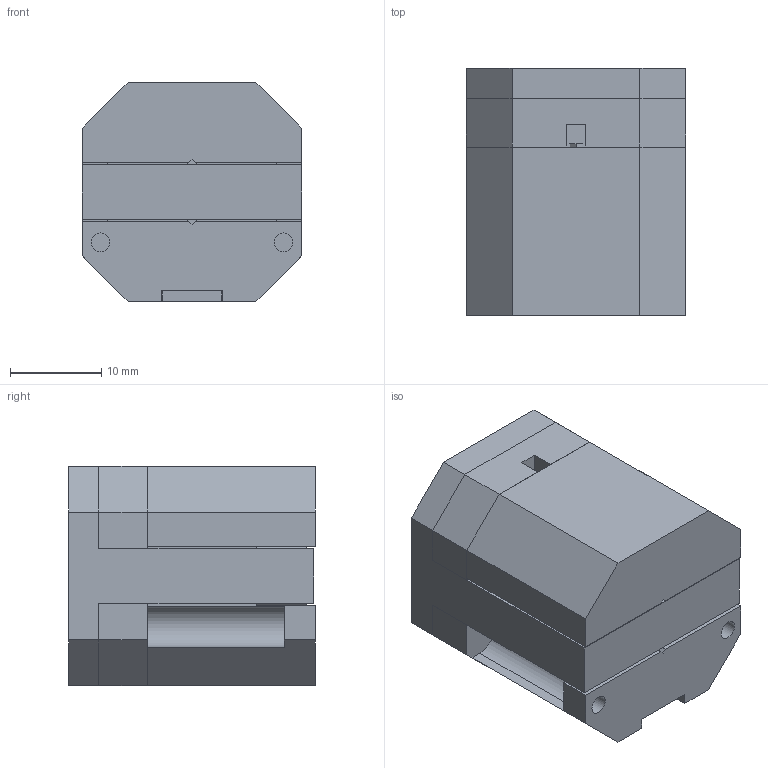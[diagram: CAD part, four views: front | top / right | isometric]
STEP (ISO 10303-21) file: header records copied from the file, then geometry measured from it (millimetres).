
FILE_DESCRIPTION(/* description */ (''),/* implementation_level */ '2;1');
FILE_NAME(/* name */ 'ANPz102_RES.stp',/* time_stamp */ '2025-07-23T17:03:23+02:00',/* author */ ('gaiadaprato'),/* organization */ (''),/* preprocessor_version */ 'ST-DEVELOPER v19.2',/* originating_system */ 'Autodesk Inventor 2024',/* authorisation */ '');
FILE_SCHEMA (('AUTOMOTIVE_DESIGN { 1 0 10303 214 3 1 1 }'));
Length unit declared in the file: millimetre
Products named in the file (1): ANPz102_RES
Bounding box: 24 x 27 x 24 mm (x, y, z)
Volume: 14525.9 mm3; surface area: 8779.7 mm2
Topology: 10 solids, 10 shells, 205 faces, 538 edges, 355 vertices
Faces by surface type: plane 167, cylinder 34, cone 3, torus 1
Full cylindrical faces by diameter (mm): 1 x2, 1.25 x1, 1.6 x11, 1.7 x1, 2.05 x2
Entity records: 6543 total; most frequent: CARTESIAN_POINT 1110, ORIENTED_EDGE 1074, DIRECTION 1019, EDGE_CURVE 537, LINE 459, VECTOR 459, VERTEX_POINT 355, AXIS2_PLACEMENT_3D 280
